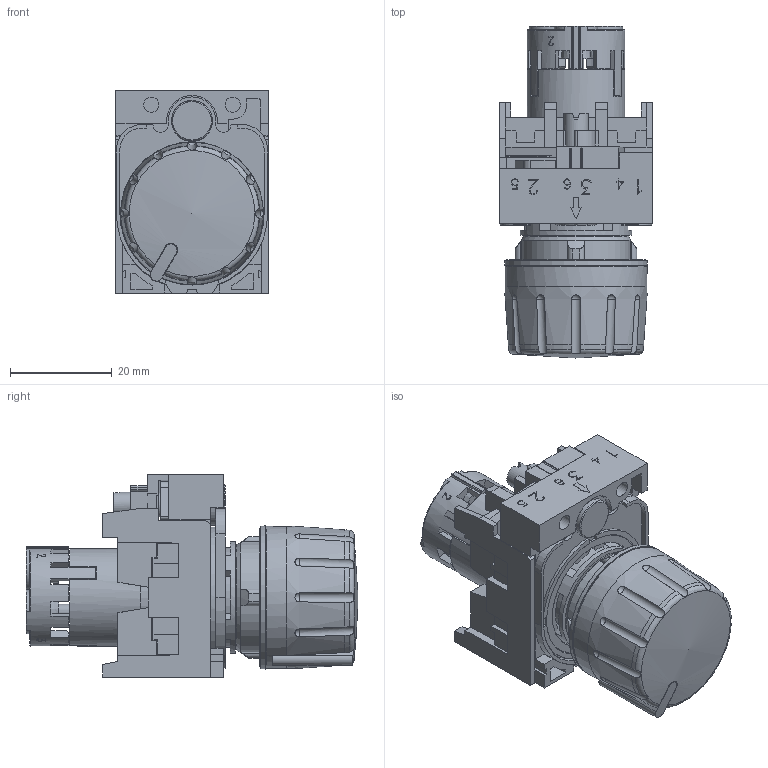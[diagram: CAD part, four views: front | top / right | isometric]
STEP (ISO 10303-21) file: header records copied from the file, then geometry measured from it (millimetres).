
FILE_DESCRIPTION( ( 'Unknown' ), '1' );
FILE_NAME( '2001_45-2P03.1E10.000.stp', 'Unknown', ( 'Unknown' ), ( 'Unknown' ), 'PSStep 15.0.49', 'Unknown', ' ' );
FILE_SCHEMA( ( 'AUTOMOTIVE_DESIGN { 1 0 10303 214 1 1 1 1 }' ) );
Length unit declared in the file: millimetre
Products named in the file (3): Assem1; 0_1; 0
Assembly tree (2 placements, depth 2):
  Assem1
    0_1
    0
Bounding box: 30 x 65.36 x 39.95 mm (x, y, z)
Volume: 37301.3 mm3; surface area: 19609.7 mm2
Topology: 2 solids, 3 shells, 1223 faces, 3601 edges, 2394 vertices
Faces by surface type: plane 973, cylinder 185, cone 40, sphere 13, torus 11, bspline 1
Full cylindrical faces by diameter (mm): 3 x5, 4.9 x2, 5.6 x3, 8 x2, 18 x1, 19.2 x1, 20 x1, 22 x1, 25.5 x2, 25.7 x1, 27.2 x1, 27.7 x2, 28 x1
Entity records: 68432 total; most frequent: CARTESIAN_POINT 8035, ORIENTED_EDGE 7092, DIRECTION 6545, STYLED_ITEM 4769, PRESENTATION_STYLE_ASSIGNMENT 4769, COLOUR_RGB 4769, EDGE_CURVE 3546, CURVE_STYLE 3546
